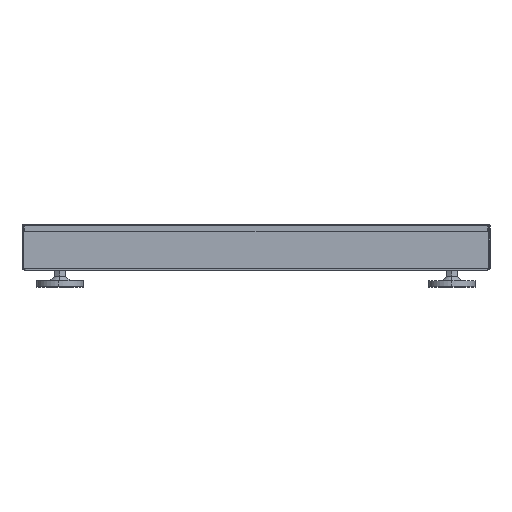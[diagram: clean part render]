
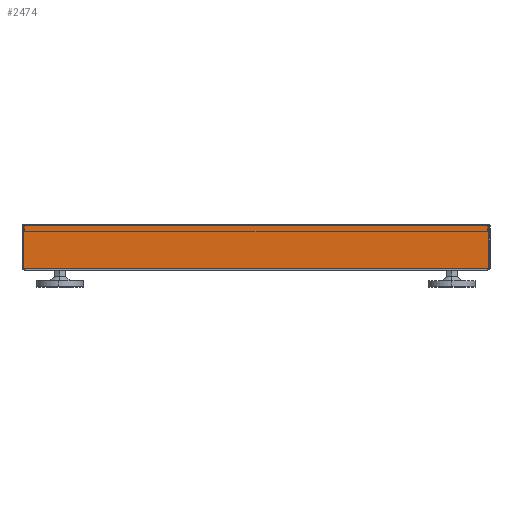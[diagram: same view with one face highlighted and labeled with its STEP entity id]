
A CAD part, top view. The second image highlights one B-rep face of the part: STEP entity #2474.
In plain terms, the highlighted face is planar.
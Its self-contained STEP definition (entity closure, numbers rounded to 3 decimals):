
#84 = ORIENTED_EDGE ( 'NONE', *, *, #3661, .T. ) ;
#316 = VERTEX_POINT ( 'NONE', #715 ) ;
#522 = LINE ( 'NONE', #1911, #1128 ) ;
#547 = ORIENTED_EDGE ( 'NONE', *, *, #970, .T. ) ;
#651 = EDGE_CURVE ( 'NONE', #3921, #3881, #4934, .T. ) ;
#715 = CARTESIAN_POINT ( 'NONE',  ( 400., -75., 398. ) ) ;
#970 = EDGE_CURVE ( 'NONE', #3881, #4825, #1298, .T. ) ;
#1022 = DIRECTION ( 'NONE',  ( 0., 0., -1. ) ) ;
#1128 = VECTOR ( 'NONE', #2325, 1000. ) ;
#1209 = CARTESIAN_POINT ( 'NONE',  ( 400., -2., 398. ) ) ;
#1298 = LINE ( 'NONE', #1209, #5022 ) ;
#1911 = CARTESIAN_POINT ( 'NONE',  ( 400., -75., 398. ) ) ;
#1936 = EDGE_LOOP ( 'NONE', ( #4050, #547, #4003, #84 ) ) ;
#2023 = PLANE ( 'NONE',  #3741 ) ;
#2194 = VECTOR ( 'NONE', #5836, 1000. ) ;
#2325 = DIRECTION ( 'NONE',  ( 0., 1., 0. ) ) ;
#2474 = ADVANCED_FACE ( 'NONE', ( #5179 ), #2023, .T. ) ;
#2707 = EDGE_CURVE ( 'NONE', #316, #4825, #522, .T. ) ;
#2917 = LINE ( 'NONE', #5535, #3852 ) ;
#3109 = DIRECTION ( 'NONE',  ( 0., 0., 1. ) ) ;
#3432 = DIRECTION ( 'NONE',  ( 0., 0., -1. ) ) ;
#3661 = EDGE_CURVE ( 'NONE', #316, #3921, #2917, .T. ) ;
#3741 = AXIS2_PLACEMENT_3D ( 'NONE', #5210, #4347, #3432 ) ;
#3852 = VECTOR ( 'NONE', #1022, 1000. ) ;
#3868 = CARTESIAN_POINT ( 'NONE',  ( 400., -2., 398. ) ) ;
#3881 = VERTEX_POINT ( 'NONE', #5283 ) ;
#3921 = VERTEX_POINT ( 'NONE', #4927 ) ;
#4003 = ORIENTED_EDGE ( 'NONE', *, *, #2707, .F. ) ;
#4048 = CARTESIAN_POINT ( 'NONE',  ( 400., -75., -398. ) ) ;
#4050 = ORIENTED_EDGE ( 'NONE', *, *, #651, .T. ) ;
#4347 = DIRECTION ( 'NONE',  ( 1., 0., 0. ) ) ;
#4825 = VERTEX_POINT ( 'NONE', #3868 ) ;
#4927 = CARTESIAN_POINT ( 'NONE',  ( 400., -75., -398. ) ) ;
#4934 = LINE ( 'NONE', #4048, #2194 ) ;
#5022 = VECTOR ( 'NONE', #3109, 1000. ) ;
#5179 = FACE_OUTER_BOUND ( 'NONE', #1936, .T. ) ;
#5210 = CARTESIAN_POINT ( 'NONE',  ( 400., -75., 398. ) ) ;
#5283 = CARTESIAN_POINT ( 'NONE',  ( 400., -2., -398. ) ) ;
#5535 = CARTESIAN_POINT ( 'NONE',  ( 400., -75., 398. ) ) ;
#5836 = DIRECTION ( 'NONE',  ( 0., 1., 0. ) ) ;
